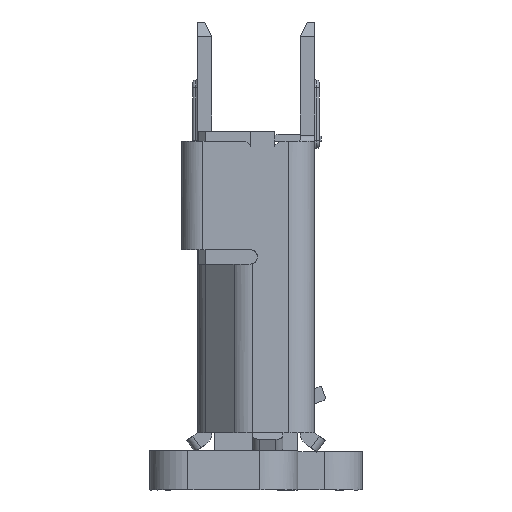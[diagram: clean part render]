
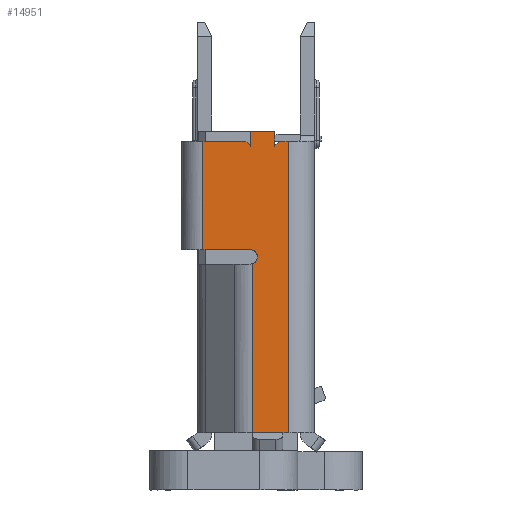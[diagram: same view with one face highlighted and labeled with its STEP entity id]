
A CAD part, left-side view. The second image highlights one B-rep face of the part: STEP entity #14951.
In plain terms, the highlighted planar face has unit normal (-1, 0, 0).
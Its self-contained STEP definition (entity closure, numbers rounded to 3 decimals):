
#140 = CARTESIAN_POINT ( 'NONE',  ( -3.75, 0.936, 0.03 ) ) ;
#411 = CARTESIAN_POINT ( 'NONE',  ( -3.75, 0.36, -3.531 ) ) ;
#564 = VECTOR ( 'NONE', #2925, 1000. ) ;
#575 = CARTESIAN_POINT ( 'NONE',  ( -3.75, 0.608, -3.531 ) ) ;
#619 = ORIENTED_EDGE ( 'NONE', *, *, #11142, .T. ) ;
#640 = EDGE_CURVE ( 'NONE', #13187, #1177, #10156, .T. ) ;
#788 = VERTEX_POINT ( 'NONE', #1587 ) ;
#873 = CARTESIAN_POINT ( 'NONE',  ( -3.75, 0.535, 2.769 ) ) ;
#913 = CARTESIAN_POINT ( 'NONE',  ( -3.75, 0.896, 0.15 ) ) ;
#929 = VERTEX_POINT ( 'NONE', #411 ) ;
#1022 = CARTESIAN_POINT ( 'NONE',  ( -3.75, 0.911, 0.227 ) ) ;
#1037 = ORIENTED_EDGE ( 'NONE', *, *, #3335, .F. ) ;
#1049 = CARTESIAN_POINT ( 'NONE',  ( -3.75, 1.035, 2.469 ) ) ;
#1116 = EDGE_CURVE ( 'NONE', #3169, #8878, #9040, .T. ) ;
#1177 = VERTEX_POINT ( 'NONE', #6530 ) ;
#1447 = LINE ( 'NONE', #575, #8909 ) ;
#1485 = EDGE_CURVE ( 'NONE', #8811, #788, #11808, .T. ) ;
#1511 = CARTESIAN_POINT ( 'NONE',  ( -3.75, 0.896, 0.15 ) ) ;
#1587 = CARTESIAN_POINT ( 'NONE',  ( -3.75, 1.035, 2.769 ) ) ;
#1669 = CARTESIAN_POINT ( 'NONE',  ( -3.75, 0.608, -3.531 ) ) ;
#1940 = EDGE_CURVE ( 'NONE', #8860, #4701, #12159, .T. ) ;
#2095 = DIRECTION ( 'NONE',  ( 0., 0., 1. ) ) ;
#2119 = EDGE_CURVE ( 'NONE', #12331, #8860, #14946, .T. ) ;
#2252 = ORIENTED_EDGE ( 'NONE', *, *, #640, .T. ) ;
#2311 = ORIENTED_EDGE ( 'NONE', *, *, #3583, .T. ) ;
#2480 = ORIENTED_EDGE ( 'NONE', *, *, #1485, .F. ) ;
#2691 = EDGE_CURVE ( 'NONE', #8878, #929, #1447, .T. ) ;
#2696 = DIRECTION ( 'NONE',  ( 0., 0., -1. ) ) ;
#2777 = LINE ( 'NONE', #10917, #11865 ) ;
#2819 = DIRECTION ( 'NONE',  ( 0., 0.707, -0.707 ) ) ;
#2925 = DIRECTION ( 'NONE',  ( 0., -1., 0. ) ) ;
#3169 = VERTEX_POINT ( 'NONE', #13795 ) ;
#3335 = EDGE_CURVE ( 'NONE', #13187, #12815, #10184, .T. ) ;
#3405 = EDGE_CURVE ( 'NONE', #4701, #788, #10718, .T. ) ;
#3428 = VECTOR ( 'NONE', #2819, 1000. ) ;
#3429 = CARTESIAN_POINT ( 'NONE',  ( -3.75, 1.046, 0.3 ) ) ;
#3470 = CARTESIAN_POINT ( 'NONE',  ( -3.75, 2.226, 0.3 ) ) ;
#3545 = ORIENTED_EDGE ( 'NONE', *, *, #2691, .T. ) ;
#3567 = CARTESIAN_POINT ( 'NONE',  ( -3.75, 0.996, -0.6 ) ) ;
#3583 = EDGE_CURVE ( 'NONE', #5211, #11944, #2777, .T. ) ;
#3967 = CARTESIAN_POINT ( 'NONE',  ( -3.75, 1.135, 2.569 ) ) ;
#4086 = CARTESIAN_POINT ( 'NONE',  ( -3.75, 0.25, -3.531 ) ) ;
#4292 = CARTESIAN_POINT ( 'NONE',  ( -3.75, 0.608, -0.6 ) ) ;
#4296 = CARTESIAN_POINT ( 'NONE',  ( -3.75, 2.035, -0.6 ) ) ;
#4506 = CARTESIAN_POINT ( 'NONE',  ( -3.75, 1.035, 2.469 ) ) ;
#4701 = VERTEX_POINT ( 'NONE', #9925 ) ;
#4768 = VECTOR ( 'NONE', #2696, 1000. ) ;
#4852 = ORIENTED_EDGE ( 'NONE', *, *, #9246, .T. ) ;
#5211 = VERTEX_POINT ( 'NONE', #3967 ) ;
#5290 = EDGE_CURVE ( 'NONE', #8811, #5211, #6945, .T. ) ;
#5399 = DIRECTION ( 'NONE',  ( -1., 0., 0. ) ) ;
#5655 = EDGE_LOOP ( 'NONE', ( #14342, #3545, #4852, #9752, #619, #12863, #5753, #15448, #2480, #9862, #2311, #12494, #1037, #2252, #8831 ) ) ;
#5753 = ORIENTED_EDGE ( 'NONE', *, *, #1940, .T. ) ;
#5908 = VECTOR ( 'NONE', #13180, 1000. ) ;
#6026 = VECTOR ( 'NONE', #12812, 1000. ) ;
#6055 = DIRECTION ( 'NONE',  ( 0., 0., 1. ) ) ;
#6148 = CARTESIAN_POINT ( 'NONE',  ( -3.75, 0.535, 2.469 ) ) ;
#6312 = CARTESIAN_POINT ( 'NONE',  ( -3.75, 2.035, 2.569 ) ) ;
#6333 = CARTESIAN_POINT ( 'NONE',  ( -3.75, 1.046, 0.3 ) ) ;
#6530 = CARTESIAN_POINT ( 'NONE',  ( -3.75, 0.896, 0.15 ) ) ;
#6945 = LINE ( 'NONE', #4506, #6026 ) ;
#7053 = CARTESIAN_POINT ( 'NONE',  ( -3.75, 0.608, 2.769 ) ) ;
#7065 = CARTESIAN_POINT ( 'NONE',  ( -3.75, 0.97, 0.285 ) ) ;
#7272 = VECTOR ( 'NONE', #9134, 1000. ) ;
#7364 = VECTOR ( 'NONE', #6055, 1000. ) ;
#7529 = LINE ( 'NONE', #4296, #14955 ) ;
#7551 = EDGE_CURVE ( 'NONE', #11944, #12815, #7529, .T. ) ;
#7651 = LINE ( 'NONE', #10173, #7272 ) ;
#7826 = DIRECTION ( 'NONE',  ( 0., 0., 1. ) ) ;
#7906 = VECTOR ( 'NONE', #2095, 1000. ) ;
#8064 = CARTESIAN_POINT ( 'NONE',  ( -3.75, 0.896, 0.192 ) ) ;
#8146 = VECTOR ( 'NONE', #11665, 1000. ) ;
#8507 = CARTESIAN_POINT ( 'NONE',  ( -3.75, 0.608, 2.569 ) ) ;
#8811 = VERTEX_POINT ( 'NONE', #1049 ) ;
#8831 = ORIENTED_EDGE ( 'NONE', *, *, #15346, .T. ) ;
#8860 = VERTEX_POINT ( 'NONE', #6148 ) ;
#8877 = PLANE ( 'NONE',  #9317 ) ;
#8878 = VERTEX_POINT ( 'NONE', #13110 ) ;
#8909 = VECTOR ( 'NONE', #12433, 1000. ) ;
#9040 = LINE ( 'NONE', #3567, #4768 ) ;
#9113 = DIRECTION ( 'NONE',  ( 0., 0., -1. ) ) ;
#9134 = DIRECTION ( 'NONE',  ( 0., 0., -1. ) ) ;
#9246 = EDGE_CURVE ( 'NONE', #929, #11361, #11922, .T. ) ;
#9313 = DIRECTION ( 'NONE',  ( 0., 1., 0. ) ) ;
#9317 = AXIS2_PLACEMENT_3D ( 'NONE', #4292, #5399, #7826 ) ;
#9366 = EDGE_CURVE ( 'NONE', #10498, #11361, #7651, .T. ) ;
#9752 = ORIENTED_EDGE ( 'NONE', *, *, #9366, .F. ) ;
#9862 = ORIENTED_EDGE ( 'NONE', *, *, #5290, .T. ) ;
#9925 = CARTESIAN_POINT ( 'NONE',  ( -3.75, 0.535, 2.769 ) ) ;
#10156 = B_SPLINE_CURVE_WITH_KNOTS ( 'NONE', 3,
 ( #3429, #14219, #7065, #1022, #8064, #913 ),
 .UNSPECIFIED., .F., .F.,
 ( 4, 2, 4 ),
 ( 0., 0.5, 1. ),
 .UNSPECIFIED. ) ;
#10173 = CARTESIAN_POINT ( 'NONE',  ( -3.75, 0.25, 2.569 ) ) ;
#10184 = LINE ( 'NONE', #3470, #8146 ) ;
#10498 = VERTEX_POINT ( 'NONE', #10515 ) ;
#10515 = CARTESIAN_POINT ( 'NONE',  ( -3.75, 0.25, 2.569 ) ) ;
#10718 = LINE ( 'NONE', #7053, #14671 ) ;
#10752 = CARTESIAN_POINT ( 'NONE',  ( -3.75, 1.035, 2.319 ) ) ;
#10917 = CARTESIAN_POINT ( 'NONE',  ( -3.75, 0.608, 2.569 ) ) ;
#11013 = DIRECTION ( 'NONE',  ( 0., 1., 0. ) ) ;
#11142 = EDGE_CURVE ( 'NONE', #10498, #12331, #13892, .T. ) ;
#11361 = VERTEX_POINT ( 'NONE', #4086 ) ;
#11404 = B_SPLINE_CURVE_WITH_KNOTS ( 'NONE', 3,
 ( #1511, #13417, #140, #12059 ),
 .UNSPECIFIED., .F., .F.,
 ( 4, 4 ),
 ( 0., 1. ),
 .UNSPECIFIED. ) ;
#11665 = DIRECTION ( 'NONE',  ( 0., 1., 0. ) ) ;
#11808 = LINE ( 'NONE', #10752, #7364 ) ;
#11865 = VECTOR ( 'NONE', #11013, 1000. ) ;
#11922 = LINE ( 'NONE', #1669, #564 ) ;
#11944 = VERTEX_POINT ( 'NONE', #6312 ) ;
#12059 = CARTESIAN_POINT ( 'NONE',  ( -3.75, 0.996, 0.009 ) ) ;
#12159 = LINE ( 'NONE', #873, #7906 ) ;
#12292 = CARTESIAN_POINT ( 'NONE',  ( -3.75, 0.485, 2.519 ) ) ;
#12331 = VERTEX_POINT ( 'NONE', #12786 ) ;
#12433 = DIRECTION ( 'NONE',  ( 0., -1., 0. ) ) ;
#12494 = ORIENTED_EDGE ( 'NONE', *, *, #7551, .T. ) ;
#12786 = CARTESIAN_POINT ( 'NONE',  ( -3.75, 0.435, 2.569 ) ) ;
#12812 = DIRECTION ( 'NONE',  ( 0., 0.707, 0.707 ) ) ;
#12815 = VERTEX_POINT ( 'NONE', #15421 ) ;
#12863 = ORIENTED_EDGE ( 'NONE', *, *, #2119, .T. ) ;
#13110 = CARTESIAN_POINT ( 'NONE',  ( -3.75, 0.996, -3.531 ) ) ;
#13180 = DIRECTION ( 'NONE',  ( 0., 1., 0. ) ) ;
#13187 = VERTEX_POINT ( 'NONE', #6333 ) ;
#13417 = CARTESIAN_POINT ( 'NONE',  ( -3.75, 0.896, 0.087 ) ) ;
#13795 = CARTESIAN_POINT ( 'NONE',  ( -3.75, 0.996, 0.009 ) ) ;
#13892 = LINE ( 'NONE', #8507, #5908 ) ;
#14219 = CARTESIAN_POINT ( 'NONE',  ( -3.75, 1.005, 0.3 ) ) ;
#14342 = ORIENTED_EDGE ( 'NONE', *, *, #1116, .T. ) ;
#14671 = VECTOR ( 'NONE', #9313, 1000. ) ;
#14946 = LINE ( 'NONE', #12292, #3428 ) ;
#14951 = ADVANCED_FACE ( 'NONE', ( #15138 ), #8877, .T. ) ;
#14955 = VECTOR ( 'NONE', #9113, 1000. ) ;
#15138 = FACE_OUTER_BOUND ( 'NONE', #5655, .T. ) ;
#15346 = EDGE_CURVE ( 'NONE', #1177, #3169, #11404, .T. ) ;
#15421 = CARTESIAN_POINT ( 'NONE',  ( -3.75, 2.035, 0.3 ) ) ;
#15448 = ORIENTED_EDGE ( 'NONE', *, *, #3405, .T. ) ;
